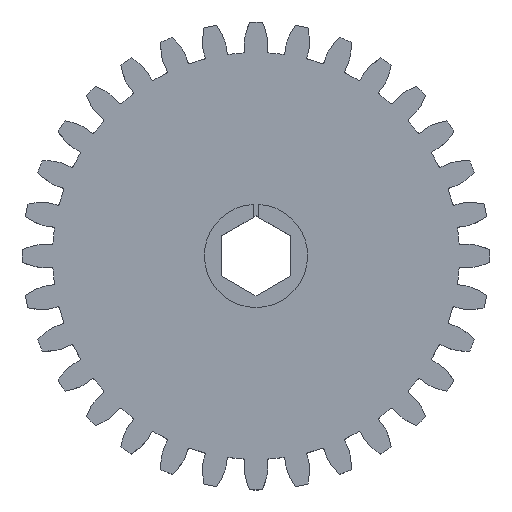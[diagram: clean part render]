
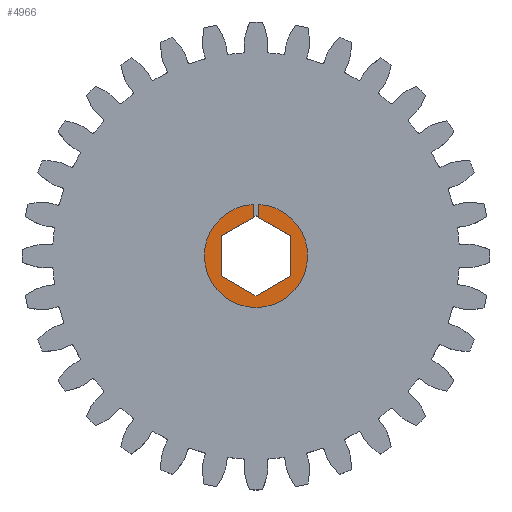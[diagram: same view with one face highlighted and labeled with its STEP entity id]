
A CAD part, top view. The second image highlights one B-rep face of the part: STEP entity #4966.
In plain terms, the highlighted planar face has unit normal (0, 0, 1).
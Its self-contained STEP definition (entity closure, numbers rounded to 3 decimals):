
#214=CIRCLE('',#5249,9.525);
#603=FACE_OUTER_BOUND('',#871,.T.);
#871=EDGE_LOOP('',(#3304,#3305,#3306,#3307,#3308,#3309,#3310,#3311,#3312));
#1140=LINE('',#7060,#1552);
#1144=LINE('',#7072,#1556);
#1146=LINE('',#7076,#1558);
#1147=LINE('',#7078,#1559);
#1148=LINE('',#7080,#1560);
#1149=LINE('',#7082,#1561);
#1150=LINE('',#7084,#1562);
#1151=LINE('',#7085,#1563);
#1552=VECTOR('',#5717,10.);
#1556=VECTOR('',#5729,10.);
#1558=VECTOR('',#5733,10.);
#1559=VECTOR('',#5734,10.);
#1560=VECTOR('',#5735,10.);
#1561=VECTOR('',#5736,10.);
#1562=VECTOR('',#5737,10.);
#1563=VECTOR('',#5738,10.);
#1964=VERTEX_POINT('',#7057);
#1965=VERTEX_POINT('',#7059);
#1967=VERTEX_POINT('',#7065);
#1969=VERTEX_POINT('',#7071);
#1970=VERTEX_POINT('',#7075);
#1971=VERTEX_POINT('',#7077);
#1972=VERTEX_POINT('',#7079);
#1973=VERTEX_POINT('',#7081);
#1974=VERTEX_POINT('',#7083);
#2496=EDGE_CURVE('',#1965,#1964,#1140,.T.);
#2499=EDGE_CURVE('',#1967,#1965,#214,.T.);
#2502=EDGE_CURVE('',#1969,#1967,#1144,.T.);
#2504=EDGE_CURVE('',#1964,#1970,#1146,.T.);
#2505=EDGE_CURVE('',#1970,#1971,#1147,.T.);
#2506=EDGE_CURVE('',#1971,#1972,#1148,.T.);
#2507=EDGE_CURVE('',#1972,#1973,#1149,.T.);
#2508=EDGE_CURVE('',#1973,#1974,#1150,.T.);
#2509=EDGE_CURVE('',#1974,#1969,#1151,.T.);
#3304=ORIENTED_EDGE('',*,*,#2504,.T.);
#3305=ORIENTED_EDGE('',*,*,#2505,.T.);
#3306=ORIENTED_EDGE('',*,*,#2506,.T.);
#3307=ORIENTED_EDGE('',*,*,#2507,.T.);
#3308=ORIENTED_EDGE('',*,*,#2508,.T.);
#3309=ORIENTED_EDGE('',*,*,#2509,.T.);
#3310=ORIENTED_EDGE('',*,*,#2502,.T.);
#3311=ORIENTED_EDGE('',*,*,#2499,.T.);
#3312=ORIENTED_EDGE('',*,*,#2496,.T.);
#4890=PLANE('',#5251);
#4966=ADVANCED_FACE('',(#603),#4890,.T.);
#5249=AXIS2_PLACEMENT_3D('',#7066,#5723,#5724);
#5251=AXIS2_PLACEMENT_3D('',#7074,#5731,#5732);
#5717=DIRECTION('',(0.,-1.,0.));
#5723=DIRECTION('center_axis',(0.,0.,1.));
#5724=DIRECTION('ref_axis',(-0.053,0.999,0.));
#5729=DIRECTION('',(0.,1.,0.));
#5731=DIRECTION('center_axis',(0.,0.,1.));
#5732=DIRECTION('ref_axis',(-1.,0.,0.));
#5733=DIRECTION('',(0.866,-0.5,0.));
#5734=DIRECTION('',(0.,-1.,0.));
#5735=DIRECTION('',(-0.866,-0.5,0.));
#5736=DIRECTION('',(-0.866,0.5,0.));
#5737=DIRECTION('',(0.,1.,0.));
#5738=DIRECTION('',(0.866,0.5,0.));
#7057=CARTESIAN_POINT('',(0.508,7.085,11.079));
#7059=CARTESIAN_POINT('',(0.508,9.511,11.079));
#7060=CARTESIAN_POINT('',(0.508,7.085,11.079));
#7065=CARTESIAN_POINT('',(-0.508,9.511,11.079));
#7066=CARTESIAN_POINT('Origin',(0.,0.,11.079));
#7071=CARTESIAN_POINT('',(-0.508,7.085,11.079));
#7072=CARTESIAN_POINT('',(-0.508,7.085,11.079));
#7074=CARTESIAN_POINT('Origin',(0.,-0.007,11.079));
#7075=CARTESIAN_POINT('',(6.39,3.689,11.079));
#7076=CARTESIAN_POINT('',(0.,7.379,11.079));
#7077=CARTESIAN_POINT('',(6.39,-3.689,11.079));
#7078=CARTESIAN_POINT('',(6.39,3.689,11.079));
#7079=CARTESIAN_POINT('',(0.,-7.379,11.079));
#7080=CARTESIAN_POINT('',(6.39,-3.689,11.079));
#7081=CARTESIAN_POINT('',(-6.39,-3.689,11.079));
#7082=CARTESIAN_POINT('',(0.,-7.379,11.079));
#7083=CARTESIAN_POINT('',(-6.39,3.689,11.079));
#7084=CARTESIAN_POINT('',(-6.39,-3.689,11.079));
#7085=CARTESIAN_POINT('',(-6.39,3.689,11.079));
